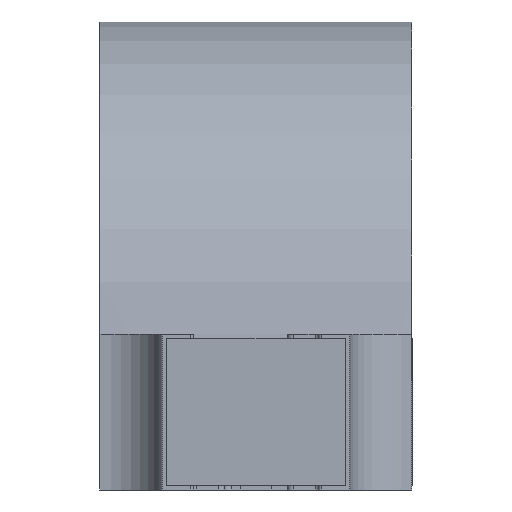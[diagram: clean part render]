
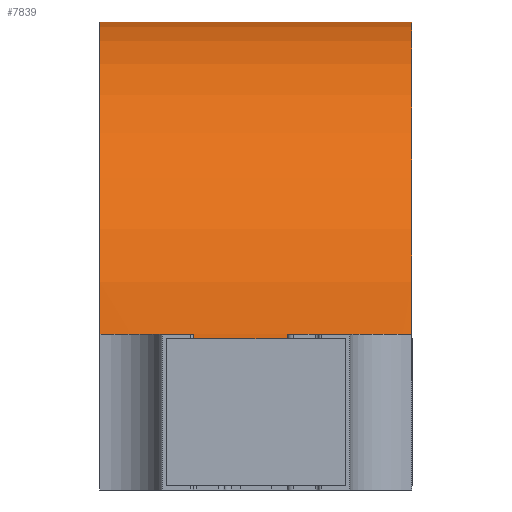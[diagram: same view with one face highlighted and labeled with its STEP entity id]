
A CAD part, left-side view. The second image highlights one B-rep face of the part: STEP entity #7839.
In plain terms, the highlighted cylindrical face has radius 1.105 mm (diameter 2.21 mm), a partial arc.
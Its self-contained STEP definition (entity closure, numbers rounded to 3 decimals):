
#366=CIRCLE('',#9312,1.105);
#367=CIRCLE('',#9314,1.105);
#376=CIRCLE('',#9332,1.105);
#377=CIRCLE('',#9334,1.105);
#386=CIRCLE('',#9352,1.105);
#387=CIRCLE('',#9354,1.105);
#396=CIRCLE('',#9372,1.105);
#397=CIRCLE('',#9374,1.105);
#398=CIRCLE('',#9377,1.105);
#399=CIRCLE('',#9378,1.105);
#564=CYLINDRICAL_SURFACE('',#9376,1.105);
#2739=ORIENTED_EDGE('',*,*,#3893,.F.);
#2740=ORIENTED_EDGE('',*,*,#3896,.T.);
#2741=ORIENTED_EDGE('',*,*,#3890,.F.);
#2742=ORIENTED_EDGE('',*,*,#3984,.F.);
#2743=ORIENTED_EDGE('',*,*,#3985,.F.);
#2744=ORIENTED_EDGE('',*,*,#3986,.T.);
#2745=ORIENTED_EDGE('',*,*,#3922,.F.);
#2746=ORIENTED_EDGE('',*,*,#3925,.T.);
#2747=ORIENTED_EDGE('',*,*,#3919,.F.);
#2748=ORIENTED_EDGE('',*,*,#3987,.T.);
#2749=ORIENTED_EDGE('',*,*,#3980,.F.);
#2750=ORIENTED_EDGE('',*,*,#3983,.T.);
#2751=ORIENTED_EDGE('',*,*,#3977,.F.);
#2752=ORIENTED_EDGE('',*,*,#3988,.T.);
#2753=ORIENTED_EDGE('',*,*,#3989,.T.);
#2754=ORIENTED_EDGE('',*,*,#3990,.F.);
#2755=ORIENTED_EDGE('',*,*,#3951,.F.);
#2756=ORIENTED_EDGE('',*,*,#3954,.T.);
#2757=ORIENTED_EDGE('',*,*,#3948,.F.);
#2758=ORIENTED_EDGE('',*,*,#3991,.F.);
#3890=EDGE_CURVE('',#4689,#4690,#366,.T.);
#3893=EDGE_CURVE('',#4691,#4692,#367,.T.);
#3896=EDGE_CURVE('',#4691,#4690,#5495,.F.);
#3919=EDGE_CURVE('',#4709,#4710,#376,.T.);
#3922=EDGE_CURVE('',#4711,#4712,#377,.T.);
#3925=EDGE_CURVE('',#4711,#4710,#5514,.T.);
#3948=EDGE_CURVE('',#4729,#4730,#386,.T.);
#3951=EDGE_CURVE('',#4731,#4732,#387,.T.);
#3954=EDGE_CURVE('',#4731,#4730,#5533,.F.);
#3977=EDGE_CURVE('',#4749,#4750,#396,.T.);
#3980=EDGE_CURVE('',#4751,#4752,#397,.T.);
#3983=EDGE_CURVE('',#4751,#4750,#5552,.T.);
#3984=EDGE_CURVE('',#4753,#4689,#5553,.T.);
#3985=EDGE_CURVE('',#4754,#4753,#398,.T.);
#3986=EDGE_CURVE('',#4754,#4712,#5554,.T.);
#3987=EDGE_CURVE('',#4709,#4752,#5555,.T.);
#3988=EDGE_CURVE('',#4749,#4755,#5556,.T.);
#3989=EDGE_CURVE('',#4755,#4756,#399,.T.);
#3990=EDGE_CURVE('',#4732,#4756,#5557,.T.);
#3991=EDGE_CURVE('',#4692,#4729,#5558,.T.);
#4689=VERTEX_POINT('',#13793);
#4690=VERTEX_POINT('',#13794);
#4691=VERTEX_POINT('',#13799);
#4692=VERTEX_POINT('',#13800);
#4709=VERTEX_POINT('',#13852);
#4710=VERTEX_POINT('',#13853);
#4711=VERTEX_POINT('',#13858);
#4712=VERTEX_POINT('',#13859);
#4729=VERTEX_POINT('',#13911);
#4730=VERTEX_POINT('',#13912);
#4731=VERTEX_POINT('',#13917);
#4732=VERTEX_POINT('',#13918);
#4749=VERTEX_POINT('',#13970);
#4750=VERTEX_POINT('',#13971);
#4751=VERTEX_POINT('',#13976);
#4752=VERTEX_POINT('',#13977);
#4753=VERTEX_POINT('',#13984);
#4754=VERTEX_POINT('',#13986);
#4755=VERTEX_POINT('',#13990);
#4756=VERTEX_POINT('',#13992);
#5495=LINE('',#13804,#6299);
#5514=LINE('',#13863,#6318);
#5533=LINE('',#13922,#6337);
#5552=LINE('',#13981,#6356);
#5553=LINE('',#13983,#6357);
#5554=LINE('',#13987,#6358);
#5555=LINE('',#13988,#6359);
#5556=LINE('',#13989,#6360);
#5557=LINE('',#13993,#6361);
#5558=LINE('',#13994,#6362);
#6299=VECTOR('',#11485,1000.);
#6318=VECTOR('',#11544,1000.);
#6337=VECTOR('',#11603,1000.);
#6356=VECTOR('',#11662,1000.);
#6357=VECTOR('',#11665,1000.);
#6358=VECTOR('',#11668,1000.);
#6359=VECTOR('',#11669,1000.);
#6360=VECTOR('',#11670,1000.);
#6361=VECTOR('',#11673,1000.);
#6362=VECTOR('',#11674,1000.);
#6777=EDGE_LOOP('',(#2739,#2740,#2741,#2742,#2743,#2744,#2745,#2746,#2747,
#2748,#2749,#2750,#2751,#2752,#2753,#2754,#2755,#2756,#2757,#2758));
#7193=FACE_BOUND('',#6777,.T.);
#7839=ADVANCED_FACE('',(#7193),#564,.T.);
#9312=AXIS2_PLACEMENT_3D('',#13792,#11473,#11474);
#9314=AXIS2_PLACEMENT_3D('',#13798,#11479,#11480);
#9332=AXIS2_PLACEMENT_3D('',#13851,#11532,#11533);
#9334=AXIS2_PLACEMENT_3D('',#13857,#11538,#11539);
#9352=AXIS2_PLACEMENT_3D('',#13910,#11591,#11592);
#9354=AXIS2_PLACEMENT_3D('',#13916,#11597,#11598);
#9372=AXIS2_PLACEMENT_3D('',#13969,#11650,#11651);
#9374=AXIS2_PLACEMENT_3D('',#13975,#11656,#11657);
#9376=AXIS2_PLACEMENT_3D('',#13982,#11663,#11664);
#9377=AXIS2_PLACEMENT_3D('',#13985,#11666,#11667);
#9378=AXIS2_PLACEMENT_3D('',#13991,#11671,#11672);
#11473=DIRECTION('',(0.,1.,0.));
#11474=DIRECTION('',(-1.,0.,0.));
#11479=DIRECTION('',(0.,-1.,0.));
#11480=DIRECTION('',(1.,0.,0.));
#11485=DIRECTION('',(0.,1.,0.));
#11532=DIRECTION('',(0.,-1.,0.));
#11533=DIRECTION('',(1.,0.,0.));
#11538=DIRECTION('',(0.,1.,0.));
#11539=DIRECTION('',(-1.,0.,0.));
#11544=DIRECTION('',(0.,1.,0.));
#11591=DIRECTION('',(0.,1.,0.));
#11592=DIRECTION('',(-1.,0.,0.));
#11597=DIRECTION('',(0.,-1.,0.));
#11598=DIRECTION('',(1.,0.,0.));
#11603=DIRECTION('',(0.,1.,0.));
#11650=DIRECTION('',(0.,-1.,0.));
#11651=DIRECTION('',(1.,0.,0.));
#11656=DIRECTION('',(0.,1.,0.));
#11657=DIRECTION('',(0.,0.,1.));
#11662=DIRECTION('',(0.,1.,0.));
#11663=DIRECTION('',(0.,1.,0.));
#11664=DIRECTION('',(0.,0.,1.));
#11665=DIRECTION('',(0.,1.,0.));
#11666=DIRECTION('',(0.,-1.,0.));
#11667=DIRECTION('',(1.,0.,0.));
#11668=DIRECTION('',(0.,1.,0.));
#11669=DIRECTION('',(0.,1.,0.));
#11670=DIRECTION('',(0.,1.,0.));
#11671=DIRECTION('',(0.,-1.,0.));
#11672=DIRECTION('',(1.,0.,0.));
#11673=DIRECTION('',(0.,1.,0.));
#11674=DIRECTION('',(0.,1.,0.));
#13792=CARTESIAN_POINT('',(0.,-0.47,0.395));
#13793=CARTESIAN_POINT('',(-1.101,-0.47,0.485));
#13794=CARTESIAN_POINT('',(-1.1,-0.47,0.5));
#13798=CARTESIAN_POINT('',(0.,-0.1,0.395));
#13799=CARTESIAN_POINT('',(-1.1,-0.1,0.5));
#13800=CARTESIAN_POINT('',(-1.101,-0.1,0.485));
#13804=CARTESIAN_POINT('',(-1.1,-0.5,0.5));
#13851=CARTESIAN_POINT('',(0.,-0.3,0.395));
#13852=CARTESIAN_POINT('',(1.101,-0.3,0.485));
#13853=CARTESIAN_POINT('',(1.1,-0.3,0.5));
#13857=CARTESIAN_POINT('',(0.,-0.4,0.395));
#13858=CARTESIAN_POINT('',(1.1,-0.4,0.5));
#13859=CARTESIAN_POINT('',(1.101,-0.4,0.485));
#13863=CARTESIAN_POINT('',(1.1,-0.5,0.5));
#13910=CARTESIAN_POINT('',(0.,0.3,0.395));
#13911=CARTESIAN_POINT('',(-1.101,0.3,0.485));
#13912=CARTESIAN_POINT('',(-1.1,0.3,0.5));
#13916=CARTESIAN_POINT('',(0.,0.4,0.395));
#13917=CARTESIAN_POINT('',(-1.1,0.4,0.5));
#13918=CARTESIAN_POINT('',(-1.101,0.4,0.485));
#13922=CARTESIAN_POINT('',(-1.1,-0.5,0.5));
#13969=CARTESIAN_POINT('',(0.,0.4,0.395));
#13970=CARTESIAN_POINT('',(1.101,0.4,0.485));
#13971=CARTESIAN_POINT('',(1.1,0.4,0.5));
#13975=CARTESIAN_POINT('',(0.,0.3,0.395));
#13976=CARTESIAN_POINT('',(1.1,0.3,0.5));
#13977=CARTESIAN_POINT('',(1.101,0.3,0.485));
#13981=CARTESIAN_POINT('',(1.1,-0.5,0.5));
#13982=CARTESIAN_POINT('',(0.,-0.5,0.395));
#13983=CARTESIAN_POINT('',(-1.101,-0.5,0.485));
#13984=CARTESIAN_POINT('',(-1.101,-0.5,0.485));
#13985=CARTESIAN_POINT('',(0.,-0.5,0.395));
#13986=CARTESIAN_POINT('',(1.101,-0.5,0.485));
#13987=CARTESIAN_POINT('',(1.101,-0.5,0.485));
#13988=CARTESIAN_POINT('',(1.101,-0.5,0.485));
#13989=CARTESIAN_POINT('',(1.101,-0.5,0.485));
#13990=CARTESIAN_POINT('',(1.101,0.5,0.485));
#13991=CARTESIAN_POINT('',(0.,0.5,0.395));
#13992=CARTESIAN_POINT('',(-1.101,0.5,0.485));
#13993=CARTESIAN_POINT('',(-1.101,-0.5,0.485));
#13994=CARTESIAN_POINT('',(-1.101,-0.5,0.485));
